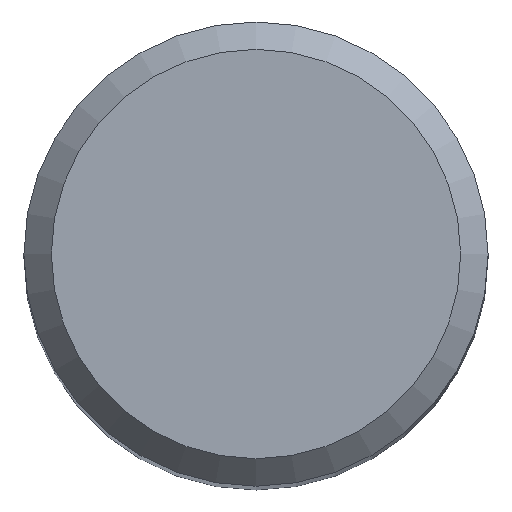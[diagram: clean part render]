
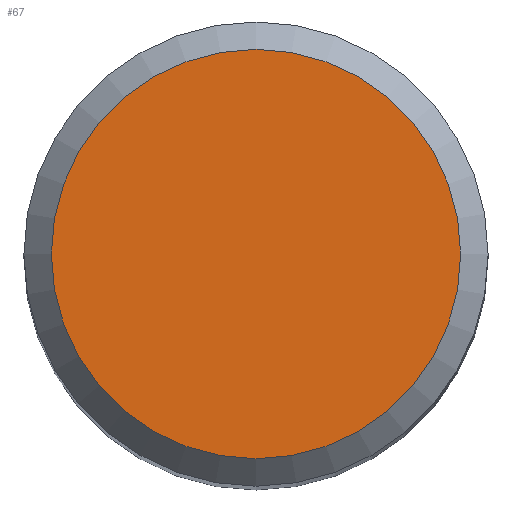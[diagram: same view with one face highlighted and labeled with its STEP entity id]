
A CAD part, top view. The second image highlights one B-rep face of the part: STEP entity #67.
In plain terms, the highlighted planar face has unit normal (0, 0, 1).
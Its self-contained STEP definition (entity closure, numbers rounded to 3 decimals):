
#41=FACE_OUTER_BOUND('',#140,.T.);
#43=PLANE('',#311);
#67=ADVANCED_FACE('',(#41),#43,.F.);
#140=EDGE_LOOP('',(#182));
#182=ORIENTED_EDGE('',*,*,#241,.F.);
#219=VERTEX_POINT('',#459);
#241=EDGE_CURVE('',#219,#219,#262,.T.);
#262=CIRCLE('',#310,11.197);
#310=AXIS2_PLACEMENT_3D('',#458,#374,#375);
#311=AXIS2_PLACEMENT_3D('',#460,#376,#377);
#374=DIRECTION('',(0.,0.,-1.));
#375=DIRECTION('',(1.,0.,0.));
#376=DIRECTION('',(0.,0.,-1.));
#377=DIRECTION('',(1.,0.,0.));
#458=CARTESIAN_POINT('',(0.,0.,0.));
#459=CARTESIAN_POINT('',(11.197,0.,0.));
#460=CARTESIAN_POINT('',(0.,0.,0.));
